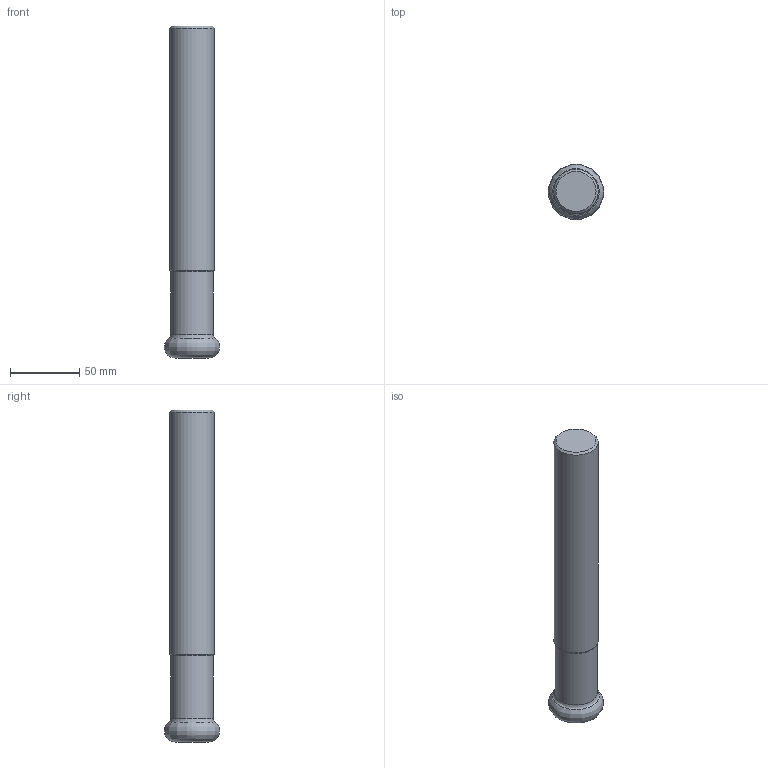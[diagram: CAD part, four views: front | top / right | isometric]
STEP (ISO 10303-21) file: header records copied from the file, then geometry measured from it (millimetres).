
FILE_DESCRIPTION(/* description */ (''),/* implementation_level */ '2;1');
FILE_NAME(/* name */ '1543377284411.stp',/* time_stamp */ '2018-11-28T09:25:06+06:00',/* author */ (''),/* organization */ ('SMS'),/* preprocessor_version */ 'ST-DEVELOPER v15',/* originating_system */ 'SIEMENS PLM Software NX 8.5',/* authorisation */ '');
FILE_SCHEMA (('AUTOMOTIVE_DESIGN { 1 0 10303 214 3 1 1 1 }'));
Length unit declared in the file: millimetre
Products named in the file (4): 201858439mod000_00; ASSEMBLY_CONSTRUCTION; 201979277mod000_00; 201979276mod000_00
Assembly tree (3 placements, depth 2):
  201979276mod000_00
    201979277mod000_00
    ASSEMBLY_CONSTRUCTION
    201858439mod000_00
Bounding box: 39.99 x 40 x 240 mm (x, y, z)
Volume: 205903.7 mm3; surface area: 29470.5 mm2
Topology: 2 solids, 2 shells, 17 faces, 31 edges, 27 vertices
Faces by surface type: torus 7, cone 4, plane 3, cylinder 2, bspline 1
Full cylindrical faces by diameter (mm): 30.84 x1, 31.992 x1
Entity records: 2103 total; most frequent: CARTESIAN_POINT 1610, DIRECTION 88, AXIS2_PLACEMENT_3D 44, EDGE_LOOP 30, ORIENTED_EDGE 30, FACE_BOUND 29, STYLED_ITEM 22, PRESENTATION_STYLE_ASSIGNMENT 22
